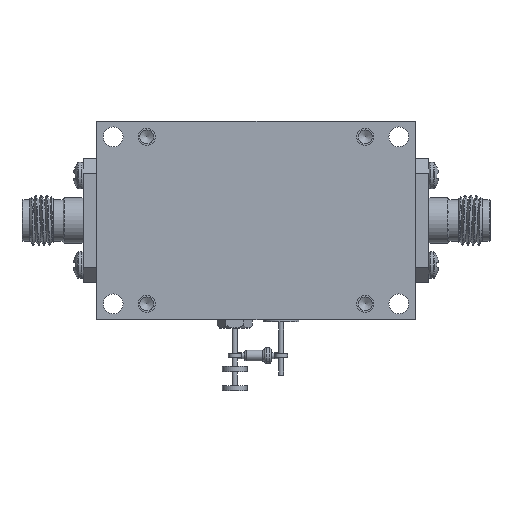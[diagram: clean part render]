
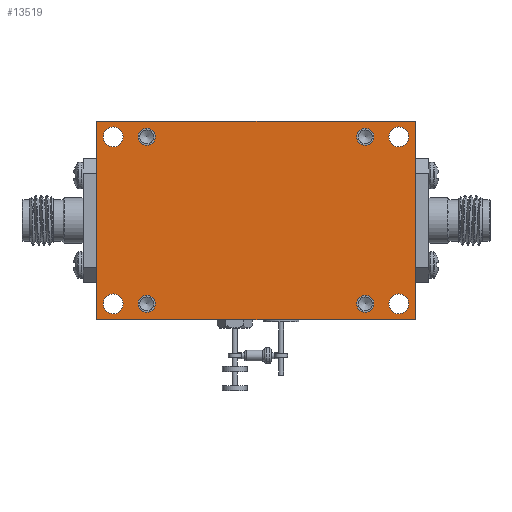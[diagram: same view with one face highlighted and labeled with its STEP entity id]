
A CAD part, front view. The second image highlights one B-rep face of the part: STEP entity #13519.
In plain terms, the highlighted planar face has unit normal (0, -1, 0).
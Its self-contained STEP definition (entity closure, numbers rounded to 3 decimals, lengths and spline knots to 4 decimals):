
#520 = EDGE_CURVE ( 'NONE', #31467, #31467, #32915, .T. ) ;
#825 = EDGE_CURVE ( 'NONE', #26671, #26671, #15993, .T. ) ;
#993 = ORIENTED_EDGE ( 'NONE', *, *, #33207, .F. ) ;
#1412 = EDGE_CURVE ( 'NONE', #41915, #43228, #10457, .T. ) ;
#1863 = FACE_BOUND ( 'NONE', #20633, .T. ) ;
#2327 = EDGE_CURVE ( 'NONE', #41884, #41884, #39917, .T. ) ;
#2921 = DIRECTION ( 'NONE',  ( 0., 0., -1. ) ) ;
#2986 = DIRECTION ( 'NONE',  ( 0., 0., 1. ) ) ;
#3114 = CARTESIAN_POINT ( 'NONE',  ( 0.8, -0.189, -0.5 ) ) ;
#3470 = EDGE_LOOP ( 'NONE', ( #44503, #6718, #11622, #15077 ) ) ;
#4236 = CARTESIAN_POINT ( 'NONE',  ( -0.7185, -0.189, 0.42 ) ) ;
#4312 = FACE_OUTER_BOUND ( 'NONE', #3470, .T. ) ;
#4397 = DIRECTION ( 'NONE',  ( 0., 1., 0. ) ) ;
#4450 = LINE ( 'NONE', #24817, #15965 ) ;
#4678 = DIRECTION ( 'NONE',  ( 0., 0., -1. ) ) ;
#5109 = CIRCLE ( 'NONE', #8594, 0.043 ) ;
#6291 = ORIENTED_EDGE ( 'NONE', *, *, #825, .T. ) ;
#6493 = EDGE_CURVE ( 'NONE', #18782, #18782, #7621, .T. ) ;
#6718 = ORIENTED_EDGE ( 'NONE', *, *, #17762, .F. ) ;
#7621 = CIRCLE ( 'NONE', #39834, 0.05 ) ;
#7979 = FACE_BOUND ( 'NONE', #38643, .T. ) ;
#8231 = CARTESIAN_POINT ( 'NONE',  ( -0.55, -0.189, 0.42 ) ) ;
#8462 = EDGE_CURVE ( 'NONE', #26273, #15431, #26381, .T. ) ;
#8535 = FACE_BOUND ( 'NONE', #18098, .T. ) ;
#8594 = AXIS2_PLACEMENT_3D ( 'NONE', #40384, #37360, #44147 ) ;
#8785 = CARTESIAN_POINT ( 'NONE',  ( 0.55, -0.189, 0.42 ) ) ;
#9596 = DIRECTION ( 'NONE',  ( 0., 0., 1. ) ) ;
#9715 = ORIENTED_EDGE ( 'NONE', *, *, #6493, .T. ) ;
#9925 = DIRECTION ( 'NONE',  ( -1., 0., 0. ) ) ;
#10415 = CARTESIAN_POINT ( 'NONE',  ( 0.8, -0.189, 0.5 ) ) ;
#10457 = LINE ( 'NONE', #41424, #29209 ) ;
#11010 = EDGE_CURVE ( 'NONE', #15431, #41915, #4450, .T. ) ;
#11082 = EDGE_CURVE ( 'NONE', #34517, #34517, #39007, .T. ) ;
#11622 = ORIENTED_EDGE ( 'NONE', *, *, #1412, .F. ) ;
#11961 = DIRECTION ( 'NONE',  ( 1., 0., 0. ) ) ;
#12427 = CARTESIAN_POINT ( 'NONE',  ( -0.55, -0.189, 0.377 ) ) ;
#13049 = DIRECTION ( 'NONE',  ( 0., -1., 0. ) ) ;
#13348 = FACE_BOUND ( 'NONE', #32690, .T. ) ;
#13519 = ADVANCED_FACE ( 'NONE', ( #27877, #7979, #1863, #31479, #39444, #13348, #8535, #15179, #4312 ), #32139, .T. ) ;
#14395 = LINE ( 'NONE', #47398, #27713 ) ;
#14500 = CARTESIAN_POINT ( 'NONE',  ( 0.7185, -0.189, -0.42 ) ) ;
#15077 = ORIENTED_EDGE ( 'NONE', *, *, #11010, .F. ) ;
#15179 = FACE_BOUND ( 'NONE', #41446, .T. ) ;
#15431 = VERTEX_POINT ( 'NONE', #3114 ) ;
#15638 = AXIS2_PLACEMENT_3D ( 'NONE', #36292, #16806, #35774 ) ;
#15965 = VECTOR ( 'NONE', #9925, 39.3701 ) ;
#15993 = CIRCLE ( 'NONE', #40233, 0.05 ) ;
#16072 = AXIS2_PLACEMENT_3D ( 'NONE', #8231, #22162, #2921 ) ;
#16753 = DIRECTION ( 'NONE',  ( 0., 0., -1. ) ) ;
#16806 = DIRECTION ( 'NONE',  ( 0., -1., 0. ) ) ;
#17088 = ORIENTED_EDGE ( 'NONE', *, *, #19384, .T. ) ;
#17397 = CARTESIAN_POINT ( 'NONE',  ( -0.8, -0.189, 0.5 ) ) ;
#17577 = EDGE_LOOP ( 'NONE', ( #44828 ) ) ;
#17762 = EDGE_CURVE ( 'NONE', #43228, #26273, #14395, .T. ) ;
#18098 = EDGE_LOOP ( 'NONE', ( #9715 ) ) ;
#18632 = ORIENTED_EDGE ( 'NONE', *, *, #520, .F. ) ;
#18679 = DIRECTION ( 'NONE',  ( 0., 0., 1. ) ) ;
#18782 = VERTEX_POINT ( 'NONE', #34625 ) ;
#19034 = CARTESIAN_POINT ( 'NONE',  ( 0.8, -0.189, 0.5 ) ) ;
#19384 = EDGE_CURVE ( 'NONE', #48472, #48472, #37937, .T. ) ;
#19390 = CARTESIAN_POINT ( 'NONE',  ( 0.7185, -0.189, -0.37 ) ) ;
#20032 = EDGE_CURVE ( 'NONE', #41842, #41842, #36659, .T. ) ;
#20296 = VECTOR ( 'NONE', #4678, 39.3701 ) ;
#20633 = EDGE_LOOP ( 'NONE', ( #993 ) ) ;
#22162 = DIRECTION ( 'NONE',  ( 0., -1., 0. ) ) ;
#23623 = CARTESIAN_POINT ( 'NONE',  ( 0.55, -0.189, 0.377 ) ) ;
#24817 = CARTESIAN_POINT ( 'NONE',  ( -0.8, -0.189, -0.5 ) ) ;
#24970 = DIRECTION ( 'NONE',  ( 0., 1., 0. ) ) ;
#26149 = EDGE_LOOP ( 'NONE', ( #6291 ) ) ;
#26273 = VERTEX_POINT ( 'NONE', #10415 ) ;
#26381 = LINE ( 'NONE', #19034, #20296 ) ;
#26671 = VERTEX_POINT ( 'NONE', #31037 ) ;
#27238 = DIRECTION ( 'NONE',  ( 0., 1., 0. ) ) ;
#27713 = VECTOR ( 'NONE', #11961, 39.3701 ) ;
#27877 = FACE_BOUND ( 'NONE', #17577, .T. ) ;
#28981 = AXIS2_PLACEMENT_3D ( 'NONE', #37039, #24970, #9596 ) ;
#29209 = VECTOR ( 'NONE', #18679, 39.3701 ) ;
#31037 = CARTESIAN_POINT ( 'NONE',  ( -0.7185, -0.189, -0.37 ) ) ;
#31377 = CARTESIAN_POINT ( 'NONE',  ( -0.55, -0.189, -0.463 ) ) ;
#31467 = VERTEX_POINT ( 'NONE', #31377 ) ;
#31479 = FACE_BOUND ( 'NONE', #36651, .T. ) ;
#31720 = AXIS2_PLACEMENT_3D ( 'NONE', #14500, #49913, #2986 ) ;
#32139 = PLANE ( 'NONE',  #15638 ) ;
#32690 = EDGE_LOOP ( 'NONE', ( #49286 ) ) ;
#32915 = CIRCLE ( 'NONE', #33650, 0.043 ) ;
#32961 = CARTESIAN_POINT ( 'NONE',  ( -0.55, -0.189, -0.42 ) ) ;
#33207 = EDGE_CURVE ( 'NONE', #39380, #39380, #5109, .T. ) ;
#33650 = AXIS2_PLACEMENT_3D ( 'NONE', #32961, #13049, #40172 ) ;
#33734 = CARTESIAN_POINT ( 'NONE',  ( -0.8, -0.189, -0.5 ) ) ;
#34517 = VERTEX_POINT ( 'NONE', #19390 ) ;
#34625 = CARTESIAN_POINT ( 'NONE',  ( -0.7185, -0.189, 0.47 ) ) ;
#34662 = DIRECTION ( 'NONE',  ( 0., 0., 1. ) ) ;
#34848 = CARTESIAN_POINT ( 'NONE',  ( -0.7185, -0.189, -0.42 ) ) ;
#35774 = DIRECTION ( 'NONE',  ( 0., 0., -1. ) ) ;
#36172 = CARTESIAN_POINT ( 'NONE',  ( 0.7185, -0.189, 0.47 ) ) ;
#36292 = CARTESIAN_POINT ( 'NONE',  ( 0., -0.189, 0. ) ) ;
#36651 = EDGE_LOOP ( 'NONE', ( #18632 ) ) ;
#36659 = CIRCLE ( 'NONE', #16072, 0.043 ) ;
#37039 = CARTESIAN_POINT ( 'NONE',  ( 0.7185, -0.189, 0.42 ) ) ;
#37360 = DIRECTION ( 'NONE',  ( 0., -1., 0. ) ) ;
#37937 = CIRCLE ( 'NONE', #28981, 0.05 ) ;
#38110 = ORIENTED_EDGE ( 'NONE', *, *, #2327, .F. ) ;
#38643 = EDGE_LOOP ( 'NONE', ( #38110 ) ) ;
#39007 = CIRCLE ( 'NONE', #31720, 0.05 ) ;
#39128 = DIRECTION ( 'NONE',  ( 0., 0., 1. ) ) ;
#39380 = VERTEX_POINT ( 'NONE', #43804 ) ;
#39444 = FACE_BOUND ( 'NONE', #26149, .T. ) ;
#39834 = AXIS2_PLACEMENT_3D ( 'NONE', #4236, #4397, #34662 ) ;
#39917 = CIRCLE ( 'NONE', #49683, 0.043 ) ;
#40172 = DIRECTION ( 'NONE',  ( 0., 0., -1. ) ) ;
#40233 = AXIS2_PLACEMENT_3D ( 'NONE', #34848, #27238, #39128 ) ;
#40384 = CARTESIAN_POINT ( 'NONE',  ( 0.55, -0.189, -0.42 ) ) ;
#41424 = CARTESIAN_POINT ( 'NONE',  ( -0.8, -0.189, 0.5 ) ) ;
#41446 = EDGE_LOOP ( 'NONE', ( #17088 ) ) ;
#41842 = VERTEX_POINT ( 'NONE', #12427 ) ;
#41884 = VERTEX_POINT ( 'NONE', #23623 ) ;
#41915 = VERTEX_POINT ( 'NONE', #33734 ) ;
#43228 = VERTEX_POINT ( 'NONE', #17397 ) ;
#43702 = DIRECTION ( 'NONE',  ( 0., -1., 0. ) ) ;
#43804 = CARTESIAN_POINT ( 'NONE',  ( 0.55, -0.189, -0.463 ) ) ;
#44147 = DIRECTION ( 'NONE',  ( 0., 0., -1. ) ) ;
#44503 = ORIENTED_EDGE ( 'NONE', *, *, #8462, .F. ) ;
#44828 = ORIENTED_EDGE ( 'NONE', *, *, #20032, .F. ) ;
#47398 = CARTESIAN_POINT ( 'NONE',  ( -0.8, -0.189, 0.5 ) ) ;
#48472 = VERTEX_POINT ( 'NONE', #36172 ) ;
#49286 = ORIENTED_EDGE ( 'NONE', *, *, #11082, .T. ) ;
#49683 = AXIS2_PLACEMENT_3D ( 'NONE', #8785, #43702, #16753 ) ;
#49913 = DIRECTION ( 'NONE',  ( 0., 1., 0. ) ) ;
